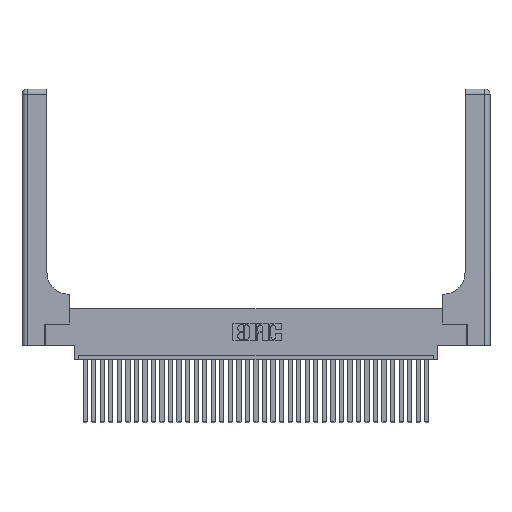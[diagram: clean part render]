
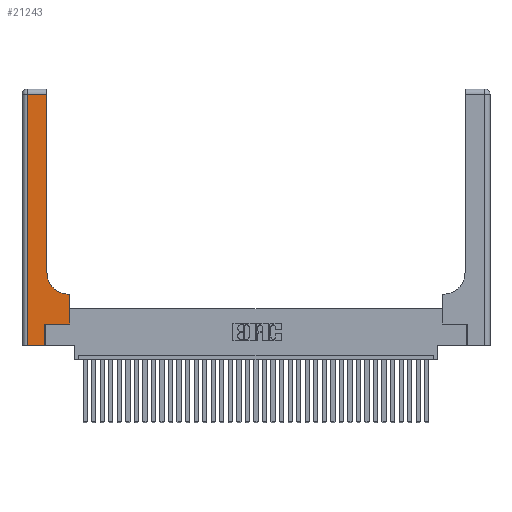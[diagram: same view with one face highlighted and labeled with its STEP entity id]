
A CAD part, top view. The second image highlights one B-rep face of the part: STEP entity #21243.
In plain terms, the highlighted planar face has unit normal (0, 0, 1).
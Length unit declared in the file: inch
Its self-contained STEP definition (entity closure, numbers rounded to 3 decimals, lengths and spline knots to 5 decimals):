
#33 = EDGE_CURVE ( 'NONE', #23153, #6016, #7473, .T. ) ;
#151 = ORIENTED_EDGE ( 'NONE', *, *, #4755, .T. ) ;
#770 = FACE_OUTER_BOUND ( 'NONE', #14064, .T. ) ;
#4748 = ORIENTED_EDGE ( 'NONE', *, *, #10837, .T. ) ;
#4755 = EDGE_CURVE ( 'NONE', #5456, #24173, #29765, .T. ) ;
#5057 = DIRECTION ( 'NONE',  ( 1., 0., 0. ) ) ;
#5099 = LINE ( 'NONE', #25966, #6401 ) ;
#5456 = VERTEX_POINT ( 'NONE', #34638 ) ;
#6016 = VERTEX_POINT ( 'NONE', #6823 ) ;
#6401 = VECTOR ( 'NONE', #9721, 39.37008 ) ;
#6823 = CARTESIAN_POINT ( 'NONE',  ( 0.5585, 0.6, 0.37 ) ) ;
#6931 = CARTESIAN_POINT ( 'NONE',  ( 0.269, 0.25, 0.37 ) ) ;
#7306 = LINE ( 'NONE', #11946, #36102 ) ;
#7473 = LINE ( 'NONE', #11920, #13102 ) ;
#7491 = DIRECTION ( 'NONE',  ( 0., 0., -1. ) ) ;
#7551 = EDGE_CURVE ( 'NONE', #23119, #7836, #7306, .T. ) ;
#7816 = CARTESIAN_POINT ( 'NONE',  ( 0., 3., 0.37 ) ) ;
#7836 = VERTEX_POINT ( 'NONE', #34740 ) ;
#8910 = CARTESIAN_POINT ( 'NONE',  ( 0.2915, 3., 0.37 ) ) ;
#9230 = VECTOR ( 'NONE', #27914, 39.37008 ) ;
#9400 = CARTESIAN_POINT ( 'NONE',  ( 0.269, 0.25, 0.37 ) ) ;
#9721 = DIRECTION ( 'NONE',  ( -1., 0., 0. ) ) ;
#10361 = CARTESIAN_POINT ( 'NONE',  ( 0.06, 0., 0.37 ) ) ;
#10709 = PLANE ( 'NONE',  #26516 ) ;
#10837 = EDGE_CURVE ( 'NONE', #7836, #26757, #28890, .T. ) ;
#10954 = CARTESIAN_POINT ( 'NONE',  ( 0.5415, 0.6, 0.37 ) ) ;
#11064 = ORIENTED_EDGE ( 'NONE', *, *, #14299, .T. ) ;
#11920 = CARTESIAN_POINT ( 'NONE',  ( 0.5585, 0.25, 0.37 ) ) ;
#11946 = CARTESIAN_POINT ( 'NONE',  ( 0., 0., 0.37 ) ) ;
#13102 = VECTOR ( 'NONE', #14579, 39.37008 ) ;
#14064 = EDGE_LOOP ( 'NONE', ( #151, #34300, #11064, #24762, #4748, #29390, #34157, #25432, #26878 ) ) ;
#14299 = EDGE_CURVE ( 'NONE', #29295, #23119, #25176, .T. ) ;
#14579 = DIRECTION ( 'NONE',  ( 0., 1., 0. ) ) ;
#15135 = EDGE_CURVE ( 'NONE', #26757, #23153, #31192, .T. ) ;
#17864 = VECTOR ( 'NONE', #19811, 39.37008 ) ;
#19811 = DIRECTION ( 'NONE',  ( -1., 0., 0. ) ) ;
#21243 = ADVANCED_FACE ( 'NONE', ( #770 ), #10709, .F. ) ;
#22335 = CARTESIAN_POINT ( 'NONE',  ( 0.2915, 2.94, 0.37 ) ) ;
#23119 = VERTEX_POINT ( 'NONE', #10361 ) ;
#23153 = VERTEX_POINT ( 'NONE', #30119 ) ;
#23381 = DIRECTION ( 'NONE',  ( 1., 0., 0. ) ) ;
#24008 = LINE ( 'NONE', #33822, #17864 ) ;
#24173 = VERTEX_POINT ( 'NONE', #22335 ) ;
#24341 = DIRECTION ( 'NONE',  ( 0., -1., 0. ) ) ;
#24762 = ORIENTED_EDGE ( 'NONE', *, *, #7551, .T. ) ;
#25176 = LINE ( 'NONE', #30083, #29980 ) ;
#25401 = DIRECTION ( 'NONE',  ( 0., 1., 0. ) ) ;
#25432 = ORIENTED_EDGE ( 'NONE', *, *, #31282, .T. ) ;
#25842 = CARTESIAN_POINT ( 'NONE',  ( 0.269, 0., 0.37 ) ) ;
#25966 = CARTESIAN_POINT ( 'NONE',  ( 0., 2.94, 0.37 ) ) ;
#26050 = CIRCLE ( 'NONE', #33090, 0.25 ) ;
#26516 = AXIS2_PLACEMENT_3D ( 'NONE', #7816, #27434, #35972 ) ;
#26722 = VERTEX_POINT ( 'NONE', #10954 ) ;
#26757 = VERTEX_POINT ( 'NONE', #9400 ) ;
#26878 = ORIENTED_EDGE ( 'NONE', *, *, #27131, .T. ) ;
#27131 = EDGE_CURVE ( 'NONE', #26722, #5456, #26050, .T. ) ;
#27434 = DIRECTION ( 'NONE',  ( 0., 0., -1. ) ) ;
#27559 = EDGE_CURVE ( 'NONE', #24173, #29295, #5099, .T. ) ;
#27914 = DIRECTION ( 'NONE',  ( 0., 1., 0. ) ) ;
#28571 = VECTOR ( 'NONE', #23381, 39.37008 ) ;
#28890 = LINE ( 'NONE', #25842, #9230 ) ;
#29295 = VERTEX_POINT ( 'NONE', #34106 ) ;
#29390 = ORIENTED_EDGE ( 'NONE', *, *, #15135, .T. ) ;
#29765 = LINE ( 'NONE', #8910, #31084 ) ;
#29980 = VECTOR ( 'NONE', #24341, 39.37008 ) ;
#30083 = CARTESIAN_POINT ( 'NONE',  ( 0.06, 3., 0.37 ) ) ;
#30119 = CARTESIAN_POINT ( 'NONE',  ( 0.5585, 0.25, 0.37 ) ) ;
#31084 = VECTOR ( 'NONE', #25401, 39.37008 ) ;
#31192 = LINE ( 'NONE', #6931, #28571 ) ;
#31282 = EDGE_CURVE ( 'NONE', #6016, #26722, #24008, .T. ) ;
#31448 = DIRECTION ( 'NONE',  ( 1., 0., 0. ) ) ;
#31959 = CARTESIAN_POINT ( 'NONE',  ( 0.5415, 0.85, 0.37 ) ) ;
#33090 = AXIS2_PLACEMENT_3D ( 'NONE', #31959, #7491, #5057 ) ;
#33822 = CARTESIAN_POINT ( 'NONE',  ( 0.2915, 0.6, 0.37 ) ) ;
#34106 = CARTESIAN_POINT ( 'NONE',  ( 0.06, 2.94, 0.37 ) ) ;
#34157 = ORIENTED_EDGE ( 'NONE', *, *, #33, .T. ) ;
#34300 = ORIENTED_EDGE ( 'NONE', *, *, #27559, .T. ) ;
#34638 = CARTESIAN_POINT ( 'NONE',  ( 0.2915, 0.85, 0.37 ) ) ;
#34740 = CARTESIAN_POINT ( 'NONE',  ( 0.269, 0., 0.37 ) ) ;
#35972 = DIRECTION ( 'NONE',  ( -1., 0., 0. ) ) ;
#36102 = VECTOR ( 'NONE', #31448, 39.37008 ) ;
